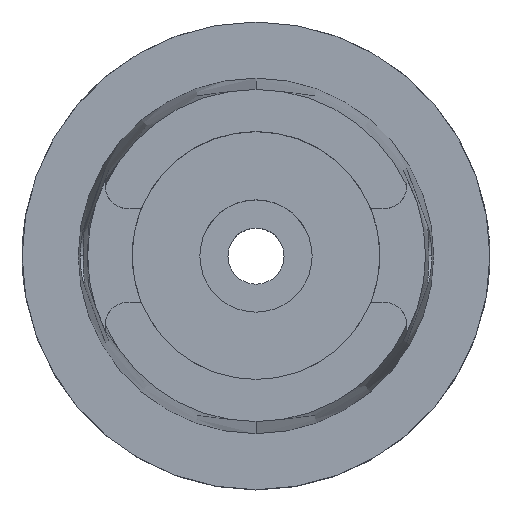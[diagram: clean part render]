
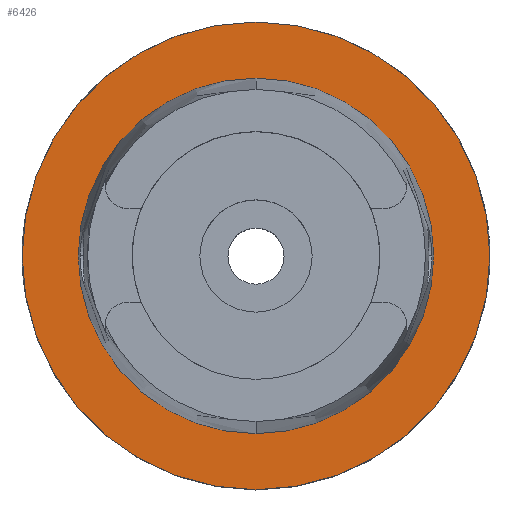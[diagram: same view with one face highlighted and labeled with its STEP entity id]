
A CAD part, top view. The second image highlights one B-rep face of the part: STEP entity #6426.
In plain terms, the highlighted planar face has unit normal (0, 0, 1).
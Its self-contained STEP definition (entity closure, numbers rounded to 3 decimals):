
#3367=CARTESIAN_POINT('',(0.,0.,0.));
#3368=DIRECTION('',(0.,0.,-1.));
#3369=DIRECTION('',(0.,-1.,0.));
#3370=AXIS2_PLACEMENT_3D('',#3367,#3368,#3369);
#3375=CARTESIAN_POINT('',(0.,0.,0.));
#3376=DIRECTION('',(0.,0.,-1.));
#3377=DIRECTION('',(0.,1.,0.));
#3378=AXIS2_PLACEMENT_3D('',#3375,#3376,#3377);
#3383=CARTESIAN_POINT('',(0.,0.,0.));
#3384=DIRECTION('',(0.,0.,1.));
#3385=DIRECTION('',(0.,-1.,0.));
#3386=AXIS2_PLACEMENT_3D('',#3383,#3384,#3385);
#3391=CARTESIAN_POINT('',(0.,0.,0.));
#3392=DIRECTION('',(0.,0.,1.));
#3393=DIRECTION('',(0.,1.,0.));
#3394=AXIS2_PLACEMENT_3D('',#3391,#3392,#3393);
#3615=CARTESIAN_POINT('',(0.,-38.,0.));
#3616=VERTEX_POINT('',#3615);
#3617=CARTESIAN_POINT('',(0.,38.,0.));
#3618=VERTEX_POINT('',#3617);
#4058=CARTESIAN_POINT('',(0.,50.,0.));
#4059=VERTEX_POINT('',#4058);
#4060=CARTESIAN_POINT('',(0.,-50.,0.));
#4061=VERTEX_POINT('',#4060);
#6413=CARTESIAN_POINT('',(0.,0.,0.));
#6414=DIRECTION('',(0.,0.,1.));
#6415=DIRECTION('',(0.,1.,0.));
#6416=AXIS2_PLACEMENT_3D('',#6413,#6414,#6415);
#6417=PLANE('',#6416);
#6418=ORIENTED_EDGE('',*,*,#6178,.T.);
#6419=ORIENTED_EDGE('',*,*,#6287,.T.);
#6420=EDGE_LOOP('',(#6418,#6419));
#6421=FACE_OUTER_BOUND('',#6420,.F.);
#6422=ORIENTED_EDGE('',*,*,#4281,.T.);
#6423=ORIENTED_EDGE('',*,*,#4240,.T.);
#6424=EDGE_LOOP('',(#6422,#6423));
#6425=FACE_BOUND('',#6424,.F.);
#3371=CIRCLE('',#3370,50.);
#3379=CIRCLE('',#3378,50.);
#3387=CIRCLE('',#3386,38.);
#3395=CIRCLE('',#3394,38.);
#4240=EDGE_CURVE('',#3618,#3616,#3395,.T.);
#4281=EDGE_CURVE('',#3616,#3618,#3387,.T.);
#6178=EDGE_CURVE('',#4061,#4059,#3371,.T.);
#6287=EDGE_CURVE('',#4059,#4061,#3379,.T.);
#6426=ADVANCED_FACE('',(#6421,#6425),#6417,.T.);
